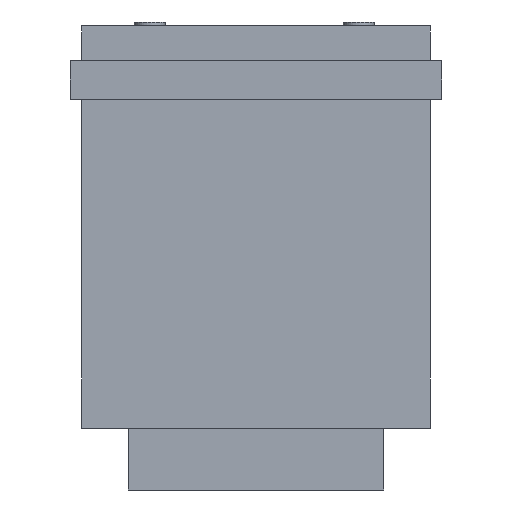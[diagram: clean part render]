
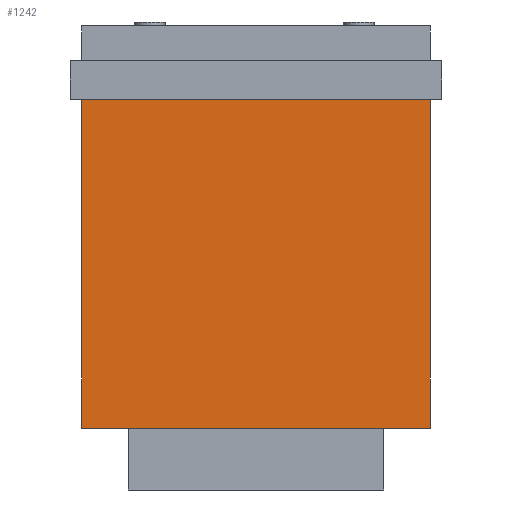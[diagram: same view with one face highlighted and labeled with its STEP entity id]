
A CAD part, front view. The second image highlights one B-rep face of the part: STEP entity #1242.
In plain terms, the highlighted planar face has unit normal (0, -1, 0).
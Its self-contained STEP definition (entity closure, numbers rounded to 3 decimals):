
#283=CARTESIAN_POINT('',(3.,-45.,16.0));
#284=VERTEX_POINT('',#283);
#285=CARTESIAN_POINT('',(93.,-45.,16.0));
#286=VERTEX_POINT('',#285);
#287=CARTESIAN_POINT('',(3.0,-45.,16.0));
#288=DIRECTION('',(1.0,0.0,0.0));
#289=VECTOR('',#288,90.);
#290=LINE('',#287,#289);
#291=EDGE_CURVE('',#284,#286,#290,.T.);
#1200=CARTESIAN_POINT('',(93.0,-45.,101.0));
#1201=VERTEX_POINT('',#1200);
#1208=CARTESIAN_POINT('',(93.0,-45.,16.0));
#1209=DIRECTION('',(0.0,0.0,1.0));
#1210=VECTOR('',#1209,85.0);
#1211=LINE('',#1208,#1210);
#1212=EDGE_CURVE('',#286,#1201,#1211,.T.);
#1219=CARTESIAN_POINT('',(93.0,-45.,45.0));
#1220=DIRECTION('',(0.0,-1.0,0.0));
#1221=DIRECTION('',(0.0,0.0,-1.0));
#1222=AXIS2_PLACEMENT_3D('',#1219,#1220,#1221);
#1223=PLANE('',#1222);
#1224=CARTESIAN_POINT('',(3.,-45.,101.0));
#1225=VERTEX_POINT('',#1224);
#1226=CARTESIAN_POINT('',(3.0,-45.,101.0));
#1227=DIRECTION('',(1.0,0.0,0.0));
#1228=VECTOR('',#1227,90.0);
#1229=LINE('',#1226,#1228);
#1230=EDGE_CURVE('',#1225,#1201,#1229,.T.);
#1231=ORIENTED_EDGE('',*,*,#1230,.F.);
#1232=CARTESIAN_POINT('',(3.,-45.,16.0));
#1233=DIRECTION('',(0.0,0.0,1.0));
#1234=VECTOR('',#1233,85.0);
#1235=LINE('',#1232,#1234);
#1236=EDGE_CURVE('',#284,#1225,#1235,.T.);
#1237=ORIENTED_EDGE('',*,*,#1236,.F.);
#1238=ORIENTED_EDGE('',*,*,#291,.T.);
#1239=ORIENTED_EDGE('',*,*,#1212,.T.);
#1240=EDGE_LOOP('',(#1231,#1237,#1238,#1239));
#1241=FACE_OUTER_BOUND('',#1240,.T.);
#1242=ADVANCED_FACE('',(#1241),#1223,.T.);
